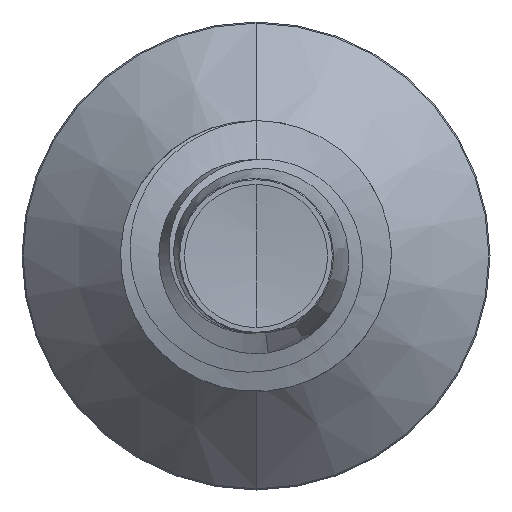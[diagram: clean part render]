
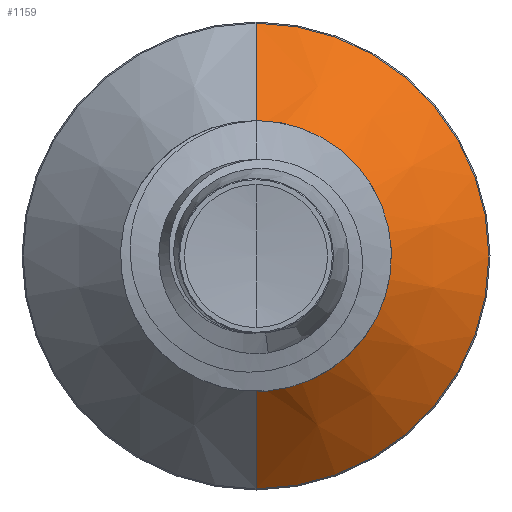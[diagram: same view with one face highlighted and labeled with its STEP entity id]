
A CAD part, front view. The second image highlights one B-rep face of the part: STEP entity #1159.
In plain terms, the highlighted conical face has half-angle 45 degrees and reference radius 1.034 mm.
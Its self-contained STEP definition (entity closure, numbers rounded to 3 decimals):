
#297 = EDGE_CURVE ( 'NONE', #10365, #4904, #6221, .T. ) ;
#568 = VERTEX_POINT ( 'NONE', #5638 ) ;
#656 = DIRECTION ( 'NONE',  ( 0., 1., 0. ) ) ;
#1159 = ADVANCED_FACE ( 'NONE', ( #7485 ), #7222, .T. ) ;
#1463 = EDGE_CURVE ( 'NONE', #10231, #568, #10446, .T. ) ;
#1706 = ORIENTED_EDGE ( 'NONE', *, *, #8245, .F. ) ;
#1941 = DIRECTION ( 'NONE',  ( 0., 1., 0. ) ) ;
#2119 = CARTESIAN_POINT ( 'NONE',  ( 0., 2.284, 1.034 ) ) ;
#2265 = DIRECTION ( 'NONE',  ( 0., 0.707, 0.707 ) ) ;
#2494 = CARTESIAN_POINT ( 'NONE',  ( 0., 2.284, 0. ) ) ;
#2520 = DIRECTION ( 'NONE',  ( 0., 0., 1. ) ) ;
#2669 = EDGE_CURVE ( 'NONE', #10231, #10365, #6609, .T. ) ;
#2890 = CARTESIAN_POINT ( 'NONE',  ( 0., 3.14, -1.89 ) ) ;
#3204 = ORIENTED_EDGE ( 'NONE', *, *, #297, .T. ) ;
#3931 = VECTOR ( 'NONE', #7733, 1000. ) ;
#4296 = ORIENTED_EDGE ( 'NONE', *, *, #1463, .F. ) ;
#4666 = CARTESIAN_POINT ( 'NONE',  ( 0., 2.284, 0. ) ) ;
#4703 = CIRCLE ( 'NONE', #5276, 1.89 ) ;
#4904 = VERTEX_POINT ( 'NONE', #2890 ) ;
#5033 = AXIS2_PLACEMENT_3D ( 'NONE', #2494, #1941, #2520 ) ;
#5276 = AXIS2_PLACEMENT_3D ( 'NONE', #5827, #656, #6679 ) ;
#5506 = CARTESIAN_POINT ( 'NONE',  ( 0., 2.284, -1.034 ) ) ;
#5522 = DIRECTION ( 'NONE',  ( 0., 0., 1. ) ) ;
#5638 = CARTESIAN_POINT ( 'NONE',  ( 0., 3.14, 1.89 ) ) ;
#5827 = CARTESIAN_POINT ( 'NONE',  ( 0., 3.14, 0. ) ) ;
#6221 = LINE ( 'NONE', #7502, #3931 ) ;
#6609 = CIRCLE ( 'NONE', #8054, 1.034 ) ;
#6679 = DIRECTION ( 'NONE',  ( 0., 0., 1. ) ) ;
#7222 = CONICAL_SURFACE ( 'NONE', #5033, 1.034, 0.785 ) ;
#7485 = FACE_OUTER_BOUND ( 'NONE', #10153, .T. ) ;
#7502 = CARTESIAN_POINT ( 'NONE',  ( 0., 2.284, -1.034 ) ) ;
#7733 = DIRECTION ( 'NONE',  ( 0., 0.707, -0.707 ) ) ;
#8054 = AXIS2_PLACEMENT_3D ( 'NONE', #4666, #10334, #5522 ) ;
#8245 = EDGE_CURVE ( 'NONE', #568, #4904, #4703, .T. ) ;
#9154 = ORIENTED_EDGE ( 'NONE', *, *, #2669, .T. ) ;
#10153 = EDGE_LOOP ( 'NONE', ( #9154, #3204, #1706, #4296 ) ) ;
#10208 = VECTOR ( 'NONE', #2265, 1000. ) ;
#10231 = VERTEX_POINT ( 'NONE', #10539 ) ;
#10334 = DIRECTION ( 'NONE',  ( 0., 1., 0. ) ) ;
#10365 = VERTEX_POINT ( 'NONE', #5506 ) ;
#10446 = LINE ( 'NONE', #2119, #10208 ) ;
#10539 = CARTESIAN_POINT ( 'NONE',  ( 0., 2.284, 1.034 ) ) ;
